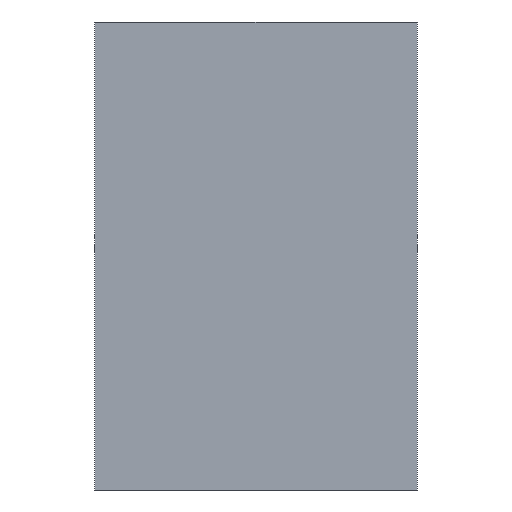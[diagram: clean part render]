
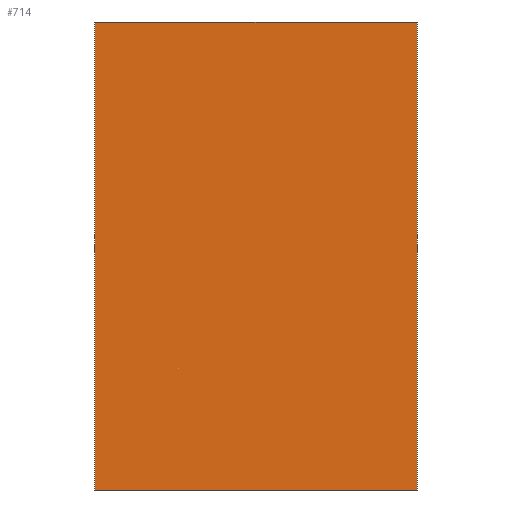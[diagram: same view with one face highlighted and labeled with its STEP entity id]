
A CAD part, front view. The second image highlights one B-rep face of the part: STEP entity #714.
In plain terms, the highlighted planar face has unit normal (0, -1, 0).
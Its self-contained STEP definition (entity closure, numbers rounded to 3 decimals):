
#10 = CARTESIAN_POINT ( 'NONE',  ( -62., 0., 90. ) ) ;
#22 = VERTEX_POINT ( 'NONE', #737 ) ;
#106 = VECTOR ( 'NONE', #312, 1000. ) ;
#126 = VERTEX_POINT ( 'NONE', #351 ) ;
#221 = FACE_OUTER_BOUND ( 'NONE', #358, .T. ) ;
#251 = ORIENTED_EDGE ( 'NONE', *, *, #548, .F. ) ;
#266 = LINE ( 'NONE', #1596, #1431 ) ;
#294 = VERTEX_POINT ( 'NONE', #1084 ) ;
#297 = AXIS2_PLACEMENT_3D ( 'NONE', #985, #1245, #1102 ) ;
#312 = DIRECTION ( 'NONE',  ( 1., 0., 0. ) ) ;
#351 = CARTESIAN_POINT ( 'NONE',  ( 62., 0., -90. ) ) ;
#358 = EDGE_LOOP ( 'NONE', ( #821, #709, #251, #1099 ) ) ;
#432 = EDGE_CURVE ( 'NONE', #1640, #126, #1119, .T. ) ;
#548 = EDGE_CURVE ( 'NONE', #22, #294, #1609, .T. ) ;
#607 = PLANE ( 'NONE',  #297 ) ;
#663 = EDGE_CURVE ( 'NONE', #294, #126, #266, .T. ) ;
#669 = DIRECTION ( 'NONE',  ( 0., 0., -1. ) ) ;
#690 = CARTESIAN_POINT ( 'NONE',  ( -62., 0., -90. ) ) ;
#702 = CARTESIAN_POINT ( 'NONE',  ( -62., 0., 90. ) ) ;
#709 = ORIENTED_EDGE ( 'NONE', *, *, #663, .F. ) ;
#714 = ADVANCED_FACE ( 'NONE', ( #221 ), #607, .F. ) ;
#737 = CARTESIAN_POINT ( 'NONE',  ( -62., 0., 90. ) ) ;
#801 = VECTOR ( 'NONE', #839, 1000. ) ;
#821 = ORIENTED_EDGE ( 'NONE', *, *, #432, .T. ) ;
#839 = DIRECTION ( 'NONE',  ( 1., 0., 0. ) ) ;
#913 = LINE ( 'NONE', #10, #1545 ) ;
#985 = CARTESIAN_POINT ( 'NONE',  ( -62., 0., 90. ) ) ;
#1084 = CARTESIAN_POINT ( 'NONE',  ( 62., 0., 90. ) ) ;
#1099 = ORIENTED_EDGE ( 'NONE', *, *, #1583, .T. ) ;
#1102 = DIRECTION ( 'NONE',  ( 0., 0., 1. ) ) ;
#1119 = LINE ( 'NONE', #690, #801 ) ;
#1226 = DIRECTION ( 'NONE',  ( 0., 0., -1. ) ) ;
#1245 = DIRECTION ( 'NONE',  ( 0., 1., 0. ) ) ;
#1298 = CARTESIAN_POINT ( 'NONE',  ( -62., 0., -90. ) ) ;
#1431 = VECTOR ( 'NONE', #1226, 1000. ) ;
#1545 = VECTOR ( 'NONE', #669, 1000. ) ;
#1583 = EDGE_CURVE ( 'NONE', #22, #1640, #913, .T. ) ;
#1596 = CARTESIAN_POINT ( 'NONE',  ( 62., 0., 90. ) ) ;
#1609 = LINE ( 'NONE', #702, #106 ) ;
#1640 = VERTEX_POINT ( 'NONE', #1298 ) ;
